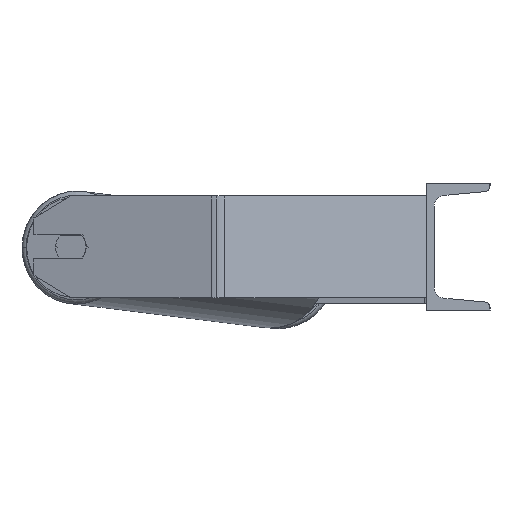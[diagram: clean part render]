
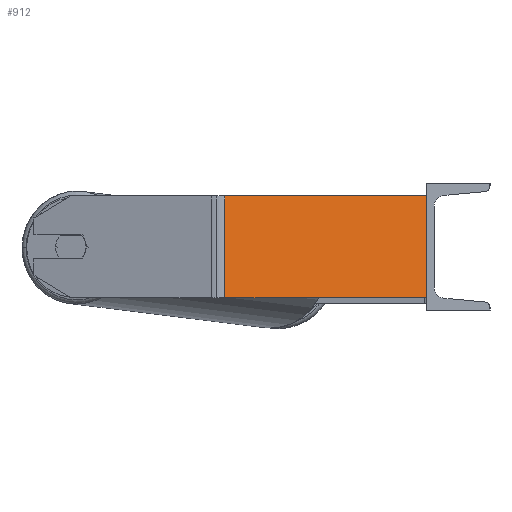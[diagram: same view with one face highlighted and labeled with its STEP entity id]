
A CAD part, left-side view. The second image highlights one B-rep face of the part: STEP entity #912.
In plain terms, the highlighted planar face has unit normal (-0.906, -0.423, 0).
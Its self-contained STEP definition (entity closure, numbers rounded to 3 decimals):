
#116 = CARTESIAN_POINT ( 'NONE',  ( -885., 0., 40. ) ) ;
#537 = ORIENTED_EDGE ( 'NONE', *, *, #5103, .F. ) ;
#912 = ADVANCED_FACE ( 'NONE', ( #8007 ), #5249, .F. ) ;
#1028 = CARTESIAN_POINT ( 'NONE',  ( -959., 158.694, 40. ) ) ;
#1241 = ORIENTED_EDGE ( 'NONE', *, *, #2308, .T. ) ;
#1323 = CARTESIAN_POINT ( 'NONE',  ( -959., 158.694, 40. ) ) ;
#1539 = LINE ( 'NONE', #1323, #7733 ) ;
#1783 = VERTEX_POINT ( 'NONE', #5435 ) ;
#2212 = LINE ( 'NONE', #7848, #4349 ) ;
#2308 = EDGE_CURVE ( 'NONE', #1783, #3033, #4890, .T. ) ;
#3033 = VERTEX_POINT ( 'NONE', #8663 ) ;
#3057 = CARTESIAN_POINT ( 'NONE',  ( -885., 0., 40. ) ) ;
#3071 = CARTESIAN_POINT ( 'NONE',  ( -961.461, 163.971, 40. ) ) ;
#3457 = VERTEX_POINT ( 'NONE', #3057 ) ;
#3968 = VERTEX_POINT ( 'NONE', #1028 ) ;
#4349 = VECTOR ( 'NONE', #8461, 1000. ) ;
#4392 = EDGE_LOOP ( 'NONE', ( #1241, #537, #8442, #9030 ) ) ;
#4505 = DIRECTION ( 'NONE',  ( -0.423, 0.906, 0. ) ) ;
#4554 = DIRECTION ( 'NONE',  ( 0.906, 0.423, 0. ) ) ;
#4734 = VECTOR ( 'NONE', #4846, 1000. ) ;
#4846 = DIRECTION ( 'NONE',  ( 0.423, -0.906, 0. ) ) ;
#4890 = LINE ( 'NONE', #9000, #4734 ) ;
#5103 = EDGE_CURVE ( 'NONE', #3457, #3033, #5672, .T. ) ;
#5249 = PLANE ( 'NONE',  #7000 ) ;
#5435 = CARTESIAN_POINT ( 'NONE',  ( -959., 158.694, -40. ) ) ;
#5672 = LINE ( 'NONE', #116, #7850 ) ;
#6323 = DIRECTION ( 'NONE',  ( 0., 0., -1. ) ) ;
#7000 = AXIS2_PLACEMENT_3D ( 'NONE', #3071, #4554, #4505 ) ;
#7027 = EDGE_CURVE ( 'NONE', #3968, #1783, #1539, .T. ) ;
#7183 = DIRECTION ( 'NONE',  ( 0., 0., -1. ) ) ;
#7185 = EDGE_CURVE ( 'NONE', #3968, #3457, #2212, .T. ) ;
#7733 = VECTOR ( 'NONE', #7183, 1000. ) ;
#7848 = CARTESIAN_POINT ( 'NONE',  ( -961.461, 163.971, 40. ) ) ;
#7850 = VECTOR ( 'NONE', #6323, 1000. ) ;
#8007 = FACE_OUTER_BOUND ( 'NONE', #4392, .T. ) ;
#8442 = ORIENTED_EDGE ( 'NONE', *, *, #7185, .F. ) ;
#8461 = DIRECTION ( 'NONE',  ( 0.423, -0.906, 0. ) ) ;
#8663 = CARTESIAN_POINT ( 'NONE',  ( -885., 0., -40. ) ) ;
#9000 = CARTESIAN_POINT ( 'NONE',  ( -961.461, 163.971, -40. ) ) ;
#9030 = ORIENTED_EDGE ( 'NONE', *, *, #7027, .T. ) ;
